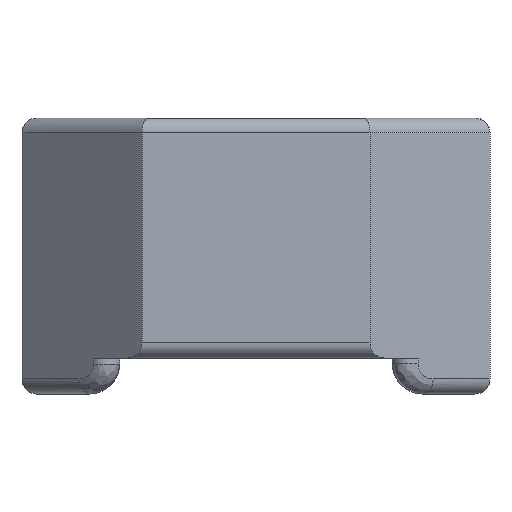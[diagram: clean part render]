
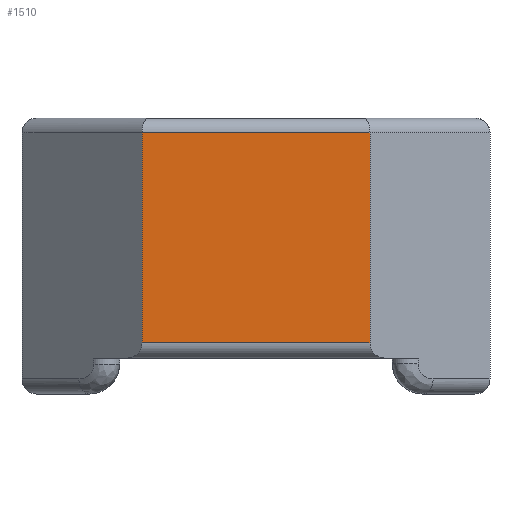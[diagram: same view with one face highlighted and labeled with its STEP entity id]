
A CAD part, left-side view. The second image highlights one B-rep face of the part: STEP entity #1510.
In plain terms, the highlighted planar face has unit normal (-1, 0, 0).
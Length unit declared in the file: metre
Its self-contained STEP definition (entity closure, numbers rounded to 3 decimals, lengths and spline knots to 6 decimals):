
#167=ORIENTED_EDGE('',*,*,#625,.T.);
#168=ORIENTED_EDGE('',*,*,#626,.T.);
#169=ORIENTED_EDGE('',*,*,#627,.T.);
#170=ORIENTED_EDGE('',*,*,#628,.T.);
#625=EDGE_CURVE('',#854,#855,#992,.T.);
#626=EDGE_CURVE('',#855,#856,#993,.T.);
#627=EDGE_CURVE('',#856,#857,#994,.T.);
#628=EDGE_CURVE('',#857,#854,#995,.T.);
#854=VERTEX_POINT('',#2305);
#855=VERTEX_POINT('',#2306);
#856=VERTEX_POINT('',#2308);
#857=VERTEX_POINT('',#2310);
#992=LINE('',#2304,#1129);
#993=LINE('',#2307,#1130);
#994=LINE('',#2309,#1131);
#995=LINE('',#2311,#1132);
#1129=VECTOR('',#1805,1.);
#1130=VECTOR('',#1806,1.);
#1131=VECTOR('',#1807,1.);
#1132=VECTOR('',#1808,1.);
#1266=EDGE_LOOP('',(#167,#168,#169,#170));
#1371=FACE_BOUND('',#1266,.T.);
#1476=PLANE('',#1620);
#1510=ADVANCED_FACE('',(#1371),#1476,.T.);
#1620=AXIS2_PLACEMENT_3D('',#2303,#1803,#1804);
#1803=DIRECTION('',(-1.,0.,0.));
#1804=DIRECTION('',(0.,0.,1.));
#1805=DIRECTION('',(0.,0.,1.));
#1806=DIRECTION('',(0.,1.,0.));
#1807=DIRECTION('',(0.,0.,-1.));
#1808=DIRECTION('',(0.,-1.,0.));
#2303=CARTESIAN_POINT('',(0.,0.0095,0.0092));
#2304=CARTESIAN_POINT('',(0.,0.0057,0.0092));
#2305=CARTESIAN_POINT('',(0.,0.0057,0.0017));
#2306=CARTESIAN_POINT('',(0.,0.0057,0.0087));
#2307=CARTESIAN_POINT('',(0.,0.0095,0.0087));
#2308=CARTESIAN_POINT('',(0.,0.0133,0.0087));
#2309=CARTESIAN_POINT('',(0.,0.0133,0.));
#2310=CARTESIAN_POINT('',(0.,0.0133,0.0017));
#2311=CARTESIAN_POINT('',(0.,0.0057,0.0017));
